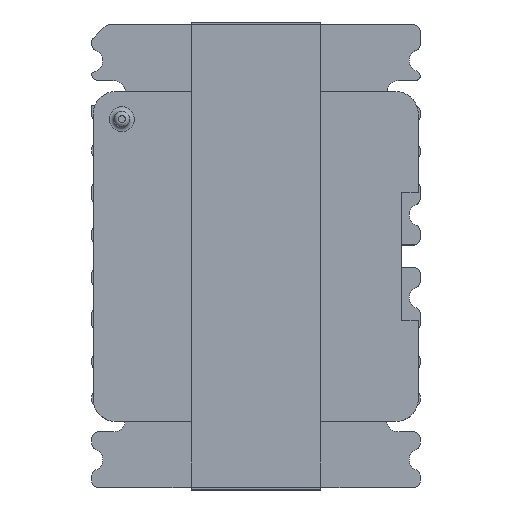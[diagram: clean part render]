
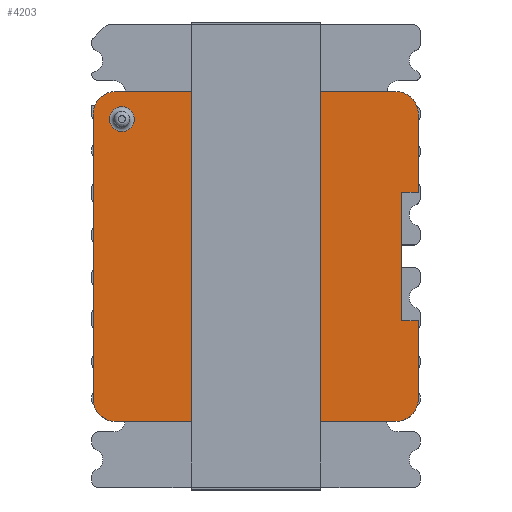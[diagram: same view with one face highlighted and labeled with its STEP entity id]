
A CAD part, top view. The second image highlights one B-rep face of the part: STEP entity #4203.
In plain terms, the highlighted planar face has unit normal (0, 0, 1).
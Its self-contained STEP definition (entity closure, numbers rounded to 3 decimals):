
#14=FACE_BOUND('',#1399,.T.);
#355=LINE('',#6999,#770);
#356=LINE('',#7003,#771);
#357=LINE('',#7007,#772);
#358=LINE('',#7011,#773);
#359=LINE('',#7015,#774);
#360=LINE('',#7017,#775);
#361=LINE('',#7019,#776);
#362=LINE('',#7020,#777);
#770=VECTOR('',#5761,10.);
#771=VECTOR('',#5764,10.);
#772=VECTOR('',#5767,10.);
#773=VECTOR('',#5770,10.);
#774=VECTOR('',#5773,10.);
#775=VECTOR('',#5774,10.);
#776=VECTOR('',#5775,10.);
#777=VECTOR('',#5776,10.);
#1158=FACE_OUTER_BOUND('',#1398,.T.);
#1398=EDGE_LOOP('',(#3630,#3631,#3632,#3633,#3634,#3635,#3636,#3637,#3638,
#3639,#3640,#3641));
#1399=EDGE_LOOP('',(#3642));
#1637=CIRCLE('',#4653,0.554);
#1640=CIRCLE('',#4658,1.);
#1641=CIRCLE('',#4659,1.);
#1642=CIRCLE('',#4660,1.);
#1643=CIRCLE('',#4661,1.);
#1969=VERTEX_POINT('',#6987);
#1972=VERTEX_POINT('',#6997);
#1973=VERTEX_POINT('',#6998);
#1974=VERTEX_POINT('',#7000);
#1975=VERTEX_POINT('',#7002);
#1976=VERTEX_POINT('',#7004);
#1977=VERTEX_POINT('',#7006);
#1978=VERTEX_POINT('',#7008);
#1979=VERTEX_POINT('',#7010);
#1980=VERTEX_POINT('',#7012);
#1981=VERTEX_POINT('',#7014);
#1982=VERTEX_POINT('',#7016);
#1983=VERTEX_POINT('',#7018);
#2535=EDGE_CURVE('',#1969,#1969,#1637,.T.);
#2539=EDGE_CURVE('',#1972,#1973,#355,.T.);
#2540=EDGE_CURVE('',#1973,#1974,#1640,.T.);
#2541=EDGE_CURVE('',#1974,#1975,#356,.T.);
#2542=EDGE_CURVE('',#1975,#1976,#1641,.T.);
#2543=EDGE_CURVE('',#1976,#1977,#357,.T.);
#2544=EDGE_CURVE('',#1977,#1978,#1642,.T.);
#2545=EDGE_CURVE('',#1978,#1979,#358,.T.);
#2546=EDGE_CURVE('',#1979,#1980,#1643,.T.);
#2547=EDGE_CURVE('',#1980,#1981,#359,.T.);
#2548=EDGE_CURVE('',#1981,#1982,#360,.T.);
#2549=EDGE_CURVE('',#1982,#1983,#361,.T.);
#2550=EDGE_CURVE('',#1983,#1972,#362,.T.);
#3630=ORIENTED_EDGE('',*,*,#2539,.T.);
#3631=ORIENTED_EDGE('',*,*,#2540,.T.);
#3632=ORIENTED_EDGE('',*,*,#2541,.T.);
#3633=ORIENTED_EDGE('',*,*,#2542,.T.);
#3634=ORIENTED_EDGE('',*,*,#2543,.T.);
#3635=ORIENTED_EDGE('',*,*,#2544,.T.);
#3636=ORIENTED_EDGE('',*,*,#2545,.T.);
#3637=ORIENTED_EDGE('',*,*,#2546,.T.);
#3638=ORIENTED_EDGE('',*,*,#2547,.T.);
#3639=ORIENTED_EDGE('',*,*,#2548,.T.);
#3640=ORIENTED_EDGE('',*,*,#2549,.T.);
#3641=ORIENTED_EDGE('',*,*,#2550,.T.);
#3642=ORIENTED_EDGE('',*,*,#2535,.F.);
#3968=PLANE('',#4657);
#4203=ADVANCED_FACE('',(#1158,#14),#3968,.T.);
#4653=AXIS2_PLACEMENT_3D('',#6989,#5750,#5751);
#4657=AXIS2_PLACEMENT_3D('',#6996,#5759,#5760);
#4658=AXIS2_PLACEMENT_3D('',#7001,#5762,#5763);
#4659=AXIS2_PLACEMENT_3D('',#7005,#5765,#5766);
#4660=AXIS2_PLACEMENT_3D('',#7009,#5768,#5769);
#4661=AXIS2_PLACEMENT_3D('',#7013,#5771,#5772);
#5750=DIRECTION('center_axis',(0.,0.,1.));
#5751=DIRECTION('ref_axis',(-1.,0.,0.));
#5759=DIRECTION('center_axis',(0.,0.,1.));
#5760=DIRECTION('ref_axis',(-1.,0.,0.));
#5761=DIRECTION('',(0.,1.,0.));
#5762=DIRECTION('center_axis',(0.,0.,1.));
#5763=DIRECTION('ref_axis',(1.,0.,0.));
#5764=DIRECTION('',(-1.,0.,0.));
#5765=DIRECTION('center_axis',(0.,0.,1.));
#5766=DIRECTION('ref_axis',(0.,1.,0.));
#5767=DIRECTION('',(0.,-1.,0.));
#5768=DIRECTION('center_axis',(0.,0.,1.));
#5769=DIRECTION('ref_axis',(-1.,0.,0.));
#5770=DIRECTION('',(1.,0.,0.));
#5771=DIRECTION('center_axis',(0.,0.,1.));
#5772=DIRECTION('ref_axis',(0.,-1.,0.));
#5773=DIRECTION('',(0.,1.,0.));
#5774=DIRECTION('',(-1.,0.,0.));
#5775=DIRECTION('',(0.,1.,0.));
#5776=DIRECTION('',(1.,0.,0.));
#6987=CARTESIAN_POINT('',(-0.296,13.756,16.65));
#6989=CARTESIAN_POINT('Origin',(-0.85,13.756,16.65));
#6996=CARTESIAN_POINT('Origin',(5.136,7.613,16.65));
#6997=CARTESIAN_POINT('',(12.411,10.488,16.65));
#6998=CARTESIAN_POINT('',(12.411,13.988,16.65));
#6999=CARTESIAN_POINT('',(12.411,10.488,16.65));
#7000=CARTESIAN_POINT('',(11.411,14.988,16.65));
#7001=CARTESIAN_POINT('Origin',(11.411,13.988,16.65));
#7002=CARTESIAN_POINT('',(-1.139,14.988,16.65));
#7003=CARTESIAN_POINT('',(11.411,14.988,16.65));
#7004=CARTESIAN_POINT('',(-2.139,13.988,16.65));
#7005=CARTESIAN_POINT('Origin',(-1.139,13.988,16.65));
#7006=CARTESIAN_POINT('',(-2.139,1.238,16.65));
#7007=CARTESIAN_POINT('',(-2.139,13.988,16.65));
#7008=CARTESIAN_POINT('',(-1.139,0.238,16.65));
#7009=CARTESIAN_POINT('Origin',(-1.139,1.238,16.65));
#7010=CARTESIAN_POINT('',(11.411,0.238,16.65));
#7011=CARTESIAN_POINT('',(-1.139,0.238,16.65));
#7012=CARTESIAN_POINT('',(12.411,1.238,16.65));
#7013=CARTESIAN_POINT('Origin',(11.411,1.238,16.65));
#7014=CARTESIAN_POINT('',(12.411,4.738,16.65));
#7015=CARTESIAN_POINT('',(12.411,1.238,16.65));
#7016=CARTESIAN_POINT('',(11.661,4.738,16.65));
#7017=CARTESIAN_POINT('',(11.661,4.738,16.65));
#7018=CARTESIAN_POINT('',(11.661,10.488,16.65));
#7019=CARTESIAN_POINT('',(11.661,10.488,16.65));
#7020=CARTESIAN_POINT('',(12.411,10.488,16.65));
